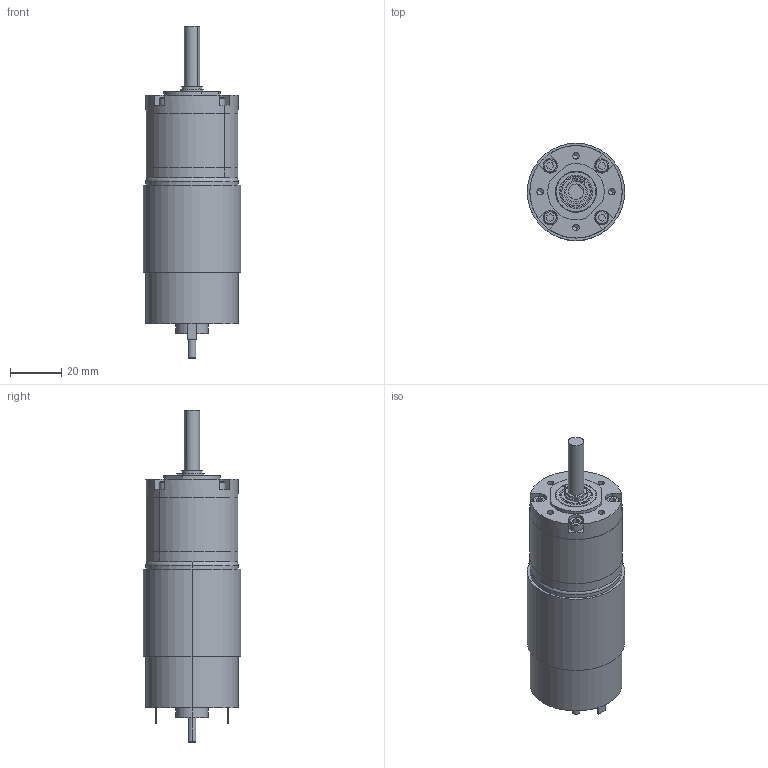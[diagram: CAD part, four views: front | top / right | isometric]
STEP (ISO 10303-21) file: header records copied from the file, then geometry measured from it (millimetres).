
FILE_DESCRIPTION (( 'STEP AP214' ), '1' );
FILE_NAME ('NeveRest Orbital 20 Gearmotor No Encoder REV2.STEP', '2018-07-23T20:22:19', ( '' ), ( '' ), 'SwSTEP 2.0', 'SolidWorks 2018', '' );
FILE_SCHEMA (( 'AUTOMOTIVE_DESIGN' ));
Length unit declared in the file: inch
Products named in the file (7): 7804K117_STAINLESS STEEL BALL BEARING_7804K117; NeveRest Orbital 20 Gearmotor No Encoder REV2; Shim; 97633A150_BLACK-FINISH STEEL EXTERNAL RETAINING RING_97633A150_grv; NeveRest orbital 2 stage Gearbox; am-3104_ne NeveRest Motor No Encoder; SHCS M3 x 16mm
Assembly tree (9 placements, depth 2):
  NeveRest Orbital 20 Gearmotor No Encoder REV2
    am-3104_ne NeveRest Motor No Encoder
    NeveRest orbital 2 stage Gearbox
    SHCS M3 x 16mm  x4
    7804K117_STAINLESS STEEL BALL BEARING_7804K117
    97633A150_BLACK-FINISH STEEL EXTERNAL RETAINING RING_97633A150_grv
    Shim
Bounding box: 38 x 38 x 129.53 mm (x, y, z)
Volume: 94552.5 mm3; surface area: 20931.7 mm2
Topology: 24 solids, 24 shells, 315 faces, 729 edges, 465 vertices
Faces by surface type: cylinder 125, plane 110, cone 44, sphere 24, torus 12
Entity records: 8529 total; most frequent: DIRECTION 1363, CARTESIAN_POINT 1151, ORIENTED_EDGE 1066, AXIS2_PLACEMENT_3D 563, EDGE_CURVE 533, VERTEX_POINT 351, EDGE_LOOP 308, CIRCLE 296
